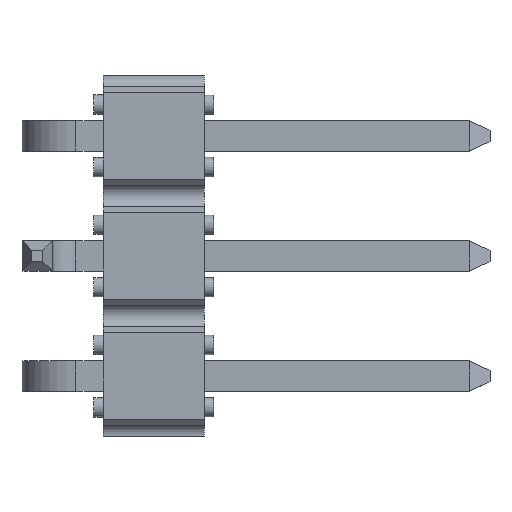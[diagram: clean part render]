
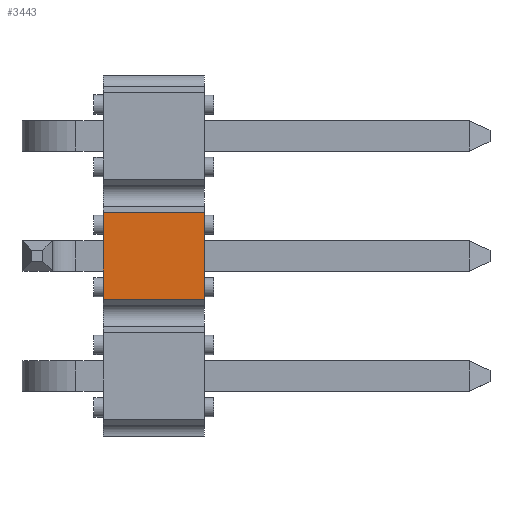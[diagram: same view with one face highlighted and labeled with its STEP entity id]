
A CAD part, top view. The second image highlights one B-rep face of the part: STEP entity #3443.
In plain terms, the highlighted planar face has unit normal (0, 0, 1).
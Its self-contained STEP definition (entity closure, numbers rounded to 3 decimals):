
#658=DIRECTION('',(0.,1.,0.));
#659=VECTOR('',#658,1.832);
#660=CARTESIAN_POINT('',(2.14,-3.456,1.205));
#661=LINE('433',#660,#659);
#1264=DIRECTION('',(0.,1.,0.));
#1265=VECTOR('',#1264,1.832);
#1266=CARTESIAN_POINT('',(0.,-3.456,1.205));
#1267=LINE('399',#1266,#1265);
#1268=DIRECTION('',(-1.,0.,0.));
#1269=VECTOR('',#1268,2.14);
#1270=CARTESIAN_POINT('',(2.14,-3.456,1.205));
#1271=LINE('420',#1270,#1269);
#1272=DIRECTION('',(-1.,0.,0.));
#1273=VECTOR('',#1272,2.14);
#1274=CARTESIAN_POINT('',(2.14,-1.624,1.205));
#1275=LINE('421',#1274,#1273);
#1583=CARTESIAN_POINT('',(0.,-1.624,1.205));
#1585=VERTEX_POINT('',#1583);
#1586=CARTESIAN_POINT('',(0.,-3.456,1.205));
#1587=VERTEX_POINT('',#1586);
#1610=CARTESIAN_POINT('',(2.14,-3.456,1.205));
#1611=VERTEX_POINT('',#1610);
#1612=CARTESIAN_POINT('',(2.14,-1.624,1.205));
#1613=VERTEX_POINT('',#1612);
#3431=CARTESIAN_POINT('',(1.07,-2.54,1.205));
#3432=DIRECTION('',(0.,0.,1.));
#3433=DIRECTION('',(0.,-1.,0.));
#3434=AXIS2_PLACEMENT_3D('',#3431,#3432,#3433);
#3435=PLANE('372',#3434);
#3436=ORIENTED_EDGE('399',*,*,#1963,.T.);
#3438=ORIENTED_EDGE('421',*,*,#3437,.F.);
#3439=ORIENTED_EDGE('433',*,*,#2317,.F.);
#3440=ORIENTED_EDGE('420',*,*,#3424,.T.);
#3441=EDGE_LOOP('372',(#3436,#3438,#3439,#3440));
#3442=FACE_OUTER_BOUND('372',#3441,.F.);
#1963=EDGE_CURVE('399',#1587,#1585,#1267,.T.);
#2317=EDGE_CURVE('433',#1611,#1613,#661,.T.);
#3424=EDGE_CURVE('420',#1611,#1587,#1271,.T.);
#3437=EDGE_CURVE('421',#1613,#1585,#1275,.T.);
#3443=ADVANCED_FACE('372',(#3442),#3435,.T.);
